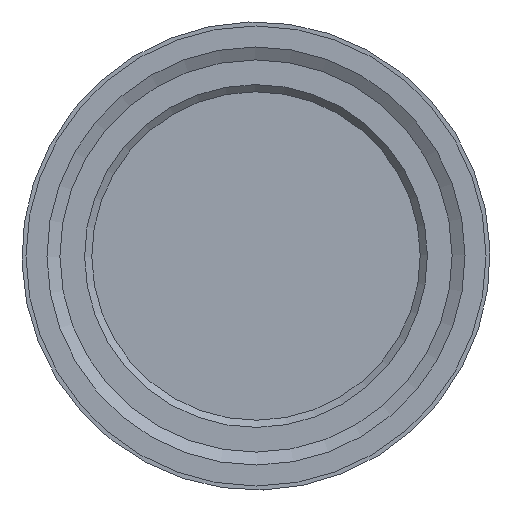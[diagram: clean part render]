
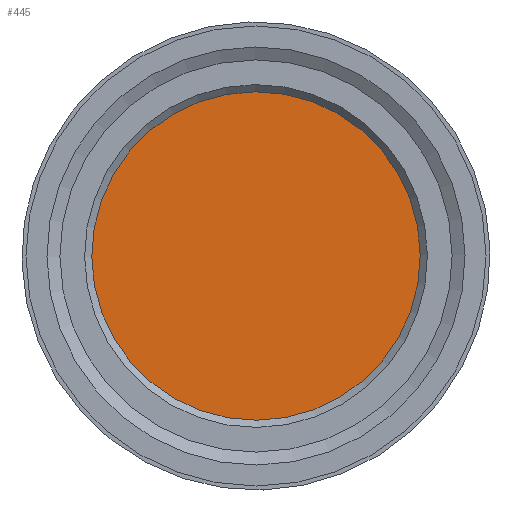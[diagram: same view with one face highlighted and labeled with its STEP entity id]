
A CAD part, left-side view. The second image highlights one B-rep face of the part: STEP entity #445.
In plain terms, the highlighted planar face has unit normal (-1, 0, 0).
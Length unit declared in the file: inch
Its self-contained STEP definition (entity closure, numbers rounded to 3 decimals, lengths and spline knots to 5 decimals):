
#86 = CARTESIAN_POINT ( 'NONE',  ( -25.84948, -4.4255, 0. ) ) ;
#87 = DIRECTION ( 'NONE',  ( -1., 0., 0. ) ) ;
#88 = DIRECTION ( 'NONE',  ( 0., -1., 0.004 ) ) ;
#120 = DIRECTION ( 'NONE',  ( 0., 0., 1. ) ) ;
#204 = EDGE_LOOP ( 'NONE', ( #321 ) ) ;
#266 = CARTESIAN_POINT ( 'NONE',  ( -25.84948, -4.4255, 0. ) ) ;
#274 = DIRECTION ( 'NONE',  ( -1., 0., 0. ) ) ;
#291 = CARTESIAN_POINT ( 'NONE',  ( -25.84948, -5.86048, 0.00612 ) ) ;
#321 = ORIENTED_EDGE ( 'NONE', *, *, #510, .T. ) ;
#424 = PLANE ( 'NONE',  #502 ) ;
#445 = ADVANCED_FACE ( 'NONE', ( #646 ), #424, .T. ) ;
#502 = AXIS2_PLACEMENT_3D ( 'NONE', #266, #274, #120 ) ;
#510 = EDGE_CURVE ( 'NONE', #759, #759, #725, .T. ) ;
#532 = AXIS2_PLACEMENT_3D ( 'NONE', #86, #87, #88 ) ;
#646 = FACE_OUTER_BOUND ( 'NONE', #204, .T. ) ;
#725 = CIRCLE ( 'NONE', #532, 1.435 ) ;
#759 = VERTEX_POINT ( 'NONE', #291 ) ;
